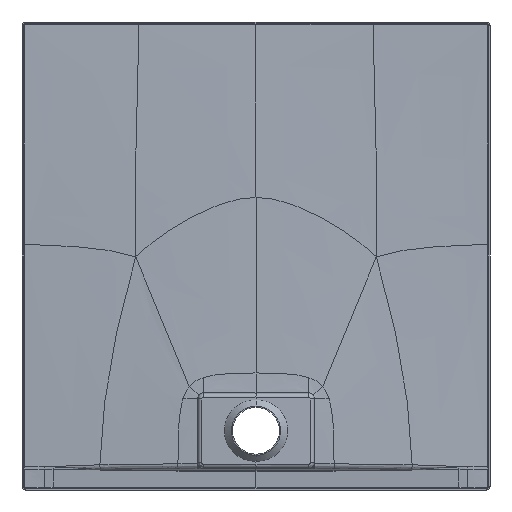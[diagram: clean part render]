
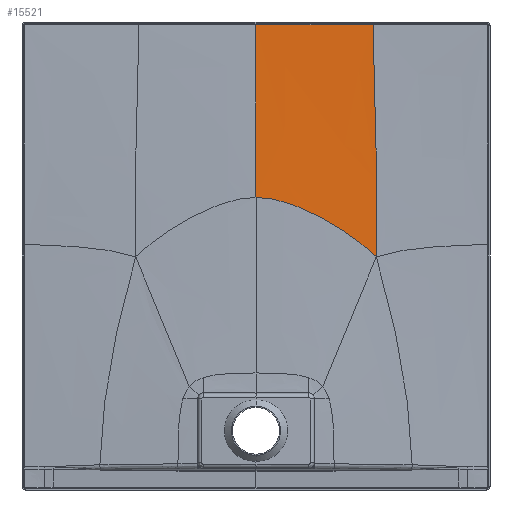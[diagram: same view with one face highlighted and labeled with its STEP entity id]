
A CAD part, front view. The second image highlights one B-rep face of the part: STEP entity #15521.
In plain terms, the highlighted free-form (B-spline) face has degree [3, 3] with [8, 10] control points.
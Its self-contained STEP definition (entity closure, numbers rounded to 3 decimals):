
#3341=CARTESIAN_POINT('',(231.405,-10.018,448.377));
#3343=CARTESIAN_POINT('',(0.,-11.774,
562.578));
#3344=CARTESIAN_POINT('',(18.271,-11.774,562.578));
#3345=CARTESIAN_POINT('',(55.308,-11.647,555.93));
#3346=CARTESIAN_POINT('',(112.303,-11.239,531.704));
#3347=CARTESIAN_POINT('',(161.253,-10.837,504.007));
#3348=CARTESIAN_POINT('',(201.259,-10.428,475.474));
#3349=CARTESIAN_POINT('',(221.383,-10.167,458.046));
#3350=CARTESIAN_POINT('',(231.405,-10.018,448.377));
#4001=CARTESIAN_POINT('',(225.006,-3.058,894.977));
#4024=CARTESIAN_POINT('',(-0.005,-3.132,
894.948));
#4025=CARTESIAN_POINT('',(17.283,-3.132,894.948));
#4026=CARTESIAN_POINT('',(50.521,-3.128,894.95));
#4027=CARTESIAN_POINT('',(94.947,-3.114,894.955));
#4028=CARTESIAN_POINT('',(138.102,-3.097,894.962));
#4029=CARTESIAN_POINT('',(181.845,-3.077,894.969));
#4030=CARTESIAN_POINT('',(210.638,-3.065,894.974));
#4031=CARTESIAN_POINT('',(225.006,-3.058,894.977));
#4033=CARTESIAN_POINT('',(225.006,-3.058,894.977));
#4034=CARTESIAN_POINT('',(225.067,-3.412,864.738));
#4035=CARTESIAN_POINT('',(226.168,-4.267,801.579));
#4036=CARTESIAN_POINT('',(229.255,-5.605,715.588));
#4037=CARTESIAN_POINT('',(231.56,-6.831,638.219));
#4038=CARTESIAN_POINT('',(232.691,-7.817,576.639));
#4039=CARTESIAN_POINT('',(232.768,-8.698,523.188));
#4040=CARTESIAN_POINT('',(232.194,-9.44,480.242));
#4041=CARTESIAN_POINT('',(231.701,-9.824,458.936));
#4042=CARTESIAN_POINT('',(231.405,-10.018,448.377));
#4044=DIRECTION('',(0.,-0.026,-1.));
#4045=VECTOR('',#4044,332.482);
#4046=CARTESIAN_POINT('',(-0.005,-3.132,
894.948));
#4047=LINE('',#4046,#4045);
#4590=VERTEX_POINT('',#3341);
#4707=VERTEX_POINT('',#4001);
#4729=CARTESIAN_POINT('',(0.,-11.774,
562.578));
#4731=VERTEX_POINT('',#4729);
#4732=CARTESIAN_POINT('',(-0.005,-3.132,
894.948));
#4733=VERTEX_POINT('',#4732);
#15432=CARTESIAN_POINT('',(-2.29,-3.026,
899.02));
#15433=CARTESIAN_POINT('',(-2.29,-3.749,
871.247));
#15434=CARTESIAN_POINT('',(-2.277,-5.202,
815.349));
#15435=CARTESIAN_POINT('',(-2.232,-7.021,
745.387));
#15436=CARTESIAN_POINT('',(-2.198,-8.483,
689.134));
#15437=CARTESIAN_POINT('',(-2.182,-9.58,
646.943));
#15438=CARTESIAN_POINT('',(-2.187,-10.494,
611.784));
#15439=CARTESIAN_POINT('',(-2.206,-11.251,
582.669));
#15440=CARTESIAN_POINT('',(-2.223,-11.642,
567.617));
#15441=CARTESIAN_POINT('',(-2.234,-11.851,
559.597));
#15442=CARTESIAN_POINT('',(17.223,-3.027,
899.02));
#15443=CARTESIAN_POINT('',(17.224,-3.75,
871.253));
#15444=CARTESIAN_POINT('',(17.125,-5.205,
815.368));
#15445=CARTESIAN_POINT('',(16.784,-7.026,
745.446));
#15446=CARTESIAN_POINT('',(16.522,-8.489,
689.246));
#15447=CARTESIAN_POINT('',(16.403,-9.586,
647.106));
#15448=CARTESIAN_POINT('',(16.436,-10.5,
611.996));
#15449=CARTESIAN_POINT('',(16.584,-11.257,
582.923));
#15450=CARTESIAN_POINT('',(16.711,-11.648,
567.893));
#15451=CARTESIAN_POINT('',(16.793,-11.856,
559.885));
#15452=CARTESIAN_POINT('',(55.487,-3.026,
899.013));
#15453=CARTESIAN_POINT('',(55.487,-3.723,
871.126));
#15454=CARTESIAN_POINT('',(55.209,-5.129,
814.919));
#15455=CARTESIAN_POINT('',(54.279,-6.901,
744.078));
#15456=CARTESIAN_POINT('',(53.614,-8.342,
686.64));
#15457=CARTESIAN_POINT('',(53.359,-9.434,
643.32));
#15458=CARTESIAN_POINT('',(53.53,-10.353,
607.063));
#15459=CARTESIAN_POINT('',(54.003,-11.12,
577.006));
#15460=CARTESIAN_POINT('',(54.382,-11.519,
561.473));
#15461=CARTESIAN_POINT('',(54.622,-11.732,
553.203));
#15462=CARTESIAN_POINT('',(112.5,-3.022,
898.987));
#15463=CARTESIAN_POINT('',(112.503,-3.623,
870.73));
#15464=CARTESIAN_POINT('',(112.216,-4.853,
813.491));
#15465=CARTESIAN_POINT('',(111.234,-6.466,
739.42));
#15466=CARTESIAN_POINT('',(110.612,-7.84,
677.418));
#15467=CARTESIAN_POINT('',(110.482,-8.919,
629.657));
#15468=CARTESIAN_POINT('',(110.863,-9.863,
588.995));
#15469=CARTESIAN_POINT('',(111.579,-10.669,
555.099));
#15470=CARTESIAN_POINT('',(112.098,-11.095,
537.571));
#15471=CARTESIAN_POINT('',(112.42,-11.323,
528.262));
#15472=CARTESIAN_POINT('',(159.375,-3.019,
898.951));
#15473=CARTESIAN_POINT('',(159.384,-3.518,
870.062));
#15474=CARTESIAN_POINT('',(159.47,-4.583,
811.277));
#15475=CARTESIAN_POINT('',(159.572,-6.07,
733.293));
#15476=CARTESIAN_POINT('',(159.76,-7.392,
666.11));
#15477=CARTESIAN_POINT('',(160.034,-8.459,
613.429));
#15478=CARTESIAN_POINT('',(160.437,-9.415,
568.02));
#15479=CARTESIAN_POINT('',(160.886,-10.245,
530.095));
#15480=CARTESIAN_POINT('',(161.161,-10.686,
510.539));
#15481=CARTESIAN_POINT('',(161.308,-10.925,
500.174));
#15482=CARTESIAN_POINT('',(197.467,-3.016,
898.896));
#15483=CARTESIAN_POINT('',(197.483,-3.434,
868.83));
#15484=CARTESIAN_POINT('',(198.112,-4.381,
807.473));
#15485=CARTESIAN_POINT('',(199.832,-5.792,
724.778));
#15486=CARTESIAN_POINT('',(201.171,-7.068,
652.237));
#15487=CARTESIAN_POINT('',(201.94,-8.102,
594.773));
#15488=CARTESIAN_POINT('',(202.211,-9.031,
544.966));
#15489=CARTESIAN_POINT('',(202.133,-9.842,
503.458));
#15490=CARTESIAN_POINT('',(201.962,-10.274,
482.111));
#15491=CARTESIAN_POINT('',(201.85,-10.507,
470.86));
#15492=CARTESIAN_POINT('',(216.809,-3.014,
898.856));
#15493=CARTESIAN_POINT('',(216.829,-3.393,
867.857));
#15494=CARTESIAN_POINT('',(217.785,-4.285,
804.521));
#15495=CARTESIAN_POINT('',(220.497,-5.661,
718.664));
#15496=CARTESIAN_POINT('',(222.519,-6.905,642.838));
#15497=CARTESIAN_POINT('',(223.551,-7.908,
582.552));
#15498=CARTESIAN_POINT('',(223.702,-8.806,
530.242));
#15499=CARTESIAN_POINT('',(223.259,-9.589,
486.691));
#15500=CARTESIAN_POINT('',(222.85,-10.007,
464.379));
#15501=CARTESIAN_POINT('',(222.544,-10.234,
452.577));
#15502=CARTESIAN_POINT('',(226.776,-3.013,
898.831));
#15503=CARTESIAN_POINT('',(226.798,-3.373,
867.244));
#15504=CARTESIAN_POINT('',(227.923,-4.236,
802.669));
#15505=CARTESIAN_POINT('',(231.153,-5.593,
714.929));
#15506=CARTESIAN_POINT('',(233.52,-6.815,
637.228));
#15507=CARTESIAN_POINT('',(234.672,-7.798,
575.369));
#15508=CARTESIAN_POINT('',(234.733,-8.675,
521.672));
#15509=CARTESIAN_POINT('',(234.107,-9.44,
477.022));
#15510=CARTESIAN_POINT('',(233.535,-9.85,
454.129));
#15511=CARTESIAN_POINT('',(233.172,-10.071,
442.072));
#15512=B_SPLINE_SURFACE_WITH_KNOTS('',3,3,((#15432,#15433,#15434,#15435,#15436,
#15437,#15438,#15439,#15440,#15441),(#15442,#15443,#15444,#15445,#15446,#15447,
#15448,#15449,#15450,#15451),(#15452,#15453,#15454,#15455,#15456,#15457,#15458,
#15459,#15460,#15461),(#15462,#15463,#15464,#15465,#15466,#15467,#15468,#15469,
#15470,#15471),(#15472,#15473,#15474,#15475,#15476,#15477,#15478,#15479,#15480,
#15481),(#15482,#15483,#15484,#15485,#15486,#15487,#15488,#15489,#15490,#15491),
(#15492,#15493,#15494,#15495,#15496,#15497,#15498,#15499,#15500,#15501),(#15502,
#15503,#15504,#15505,#15506,#15507,#15508,#15509,#15510,#15511)),.UNSPECIFIED.,
.F.,.F.,.F.,(4,1,1,1,1,4),(4,1,1,1,1,1,1,4),(-0.005,0.125,0.25,
0.375,0.438,0.504),(0.002,0.125,0.25,0.313,
0.375,0.438,0.469,0.504),.UNSPECIFIED.);
#15514=ORIENTED_EDGE('',*,*,#15513,.F.);
#15516=ORIENTED_EDGE('',*,*,#15515,.T.);
#15517=ORIENTED_EDGE('',*,*,#15423,.T.);
#15518=ORIENTED_EDGE('',*,*,#13712,.F.);
#15519=EDGE_LOOP('',(#15514,#15516,#15517,#15518));
#15520=FACE_OUTER_BOUND('',#15519,.F.);
#15521=ADVANCED_FACE('',(#15520),#15512,.F.);
#3351=B_SPLINE_CURVE_WITH_KNOTS('',3,(#3343,#3344,#3345,#3346,#3347,#3348,#3349,
#3350),.UNSPECIFIED.,.F.,.F.,(4,1,1,1,1,4),(0.,0.25,0.5,0.75,0.875,
1.),.UNSPECIFIED.);
#4032=B_SPLINE_CURVE_WITH_KNOTS('',3,(#4024,#4025,#4026,#4027,#4028,#4029,#4030,
#4031),.UNSPECIFIED.,.F.,.F.,(4,1,1,1,1,4),(0.,0.2,0.4,0.6,0.8,1.),
.UNSPECIFIED.);
#4043=B_SPLINE_CURVE_WITH_KNOTS('',3,(#4033,#4034,#4035,#4036,#4037,#4038,#4039,
#4040,#4041,#4042),.UNSPECIFIED.,.F.,.F.,(4,1,1,1,1,1,1,4),(0.,
0.24,0.493,0.62,0.747,
0.873,0.937,1.),.UNSPECIFIED.);
#13712=EDGE_CURVE('',#4731,#4590,#3351,.T.);
#15423=EDGE_CURVE('',#4707,#4590,#4043,.T.);
#15513=EDGE_CURVE('',#4733,#4731,#4047,.T.);
#15515=EDGE_CURVE('',#4733,#4707,#4032,.T.);
